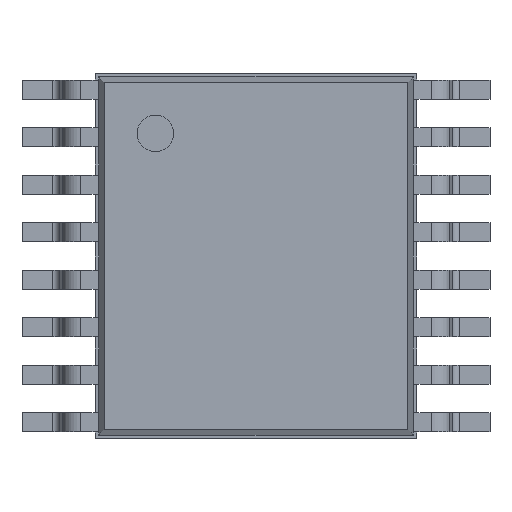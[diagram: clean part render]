
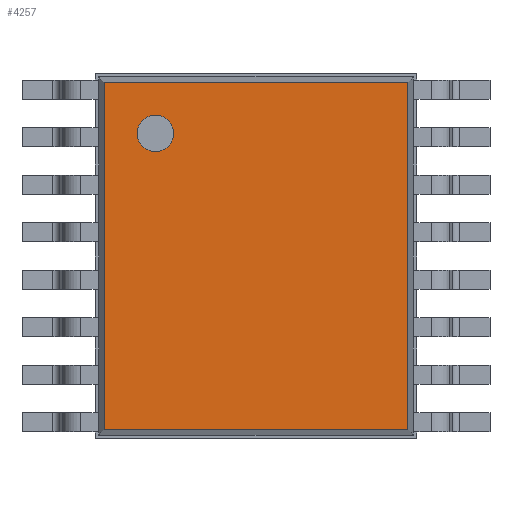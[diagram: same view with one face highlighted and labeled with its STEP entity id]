
A CAD part, top view. The second image highlights one B-rep face of the part: STEP entity #4257.
In plain terms, the highlighted planar face has unit normal (0, 0, 1).
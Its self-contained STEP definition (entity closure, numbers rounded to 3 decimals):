
#27=VECTOR('',#28,1.);
#28=DIRECTION('',(0.,-1.,0.));
#116=VECTOR('',#117,1.);
#117=DIRECTION('',(-1.,0.,0.));
#123=VECTOR('',#124,1.);
#124=DIRECTION('',(0.,1.,0.));
#128=VECTOR('',#129,1.);
#129=DIRECTION('',(1.,0.,0.));
#154=DIRECTION('',(0.,0.,-1.));
#2307=VERTEX_POINT('',#2308);
#2308=CARTESIAN_POINT('',(2.075,2.375,1.1));
#2310=ORIENTED_EDGE('',*,*,#2311,.F.);
#2311=EDGE_CURVE('',#2312,#2307,#2314,.T.);
#2312=VERTEX_POINT('',#2313);
#2313=CARTESIAN_POINT('',(2.075,-2.375,1.1));
#2314=LINE('',#2313,#123);
#2325=VERTEX_POINT('',#2326);
#2326=CARTESIAN_POINT('',(-2.075,2.375,1.1));
#2328=ORIENTED_EDGE('',*,*,#2329,.F.);
#2329=EDGE_CURVE('',#2307,#2325,#2330,.T.);
#2330=LINE('',#2308,#116);
#2363=VERTEX_POINT('',#2364);
#2364=CARTESIAN_POINT('',(-2.075,-2.375,1.1));
#2366=ORIENTED_EDGE('',*,*,#2367,.F.);
#2367=EDGE_CURVE('',#2325,#2363,#2368,.T.);
#2368=LINE('',#2326,#27);
#3074=ORIENTED_EDGE('',*,*,#3075,.F.);
#3075=EDGE_CURVE('',#2363,#2312,#3076,.T.);
#3076=LINE('',#2364,#128);
#4257=ADVANCED_FACE('',(#4258,#4260),#4270,.F.);
#4258=FACE_BOUND('',#4259,.F.);
#4259=EDGE_LOOP('',(#2366,#2328,#2310,#3074));
#4260=FACE_BOUND('',#4261,.F.);
#4261=EDGE_LOOP('',(#4262));
#4262=ORIENTED_EDGE('',*,*,#4263,.F.);
#4263=EDGE_CURVE('',#4264,#4264,#4266,.T.);
#4264=VERTEX_POINT('',#4265);
#4265=CARTESIAN_POINT('',(-1.375,1.425,1.1));
#4266=CIRCLE('',#4267,0.25);
#4267=AXIS2_PLACEMENT_3D('',#4268,#4269,#28);
#4268=CARTESIAN_POINT('',(-1.375,1.675,1.1));
#4269=DIRECTION('',(0.,-0.,-1.));
#4270=PLANE('',#4271);
#4271=AXIS2_PLACEMENT_3D('',#2326,#154,#4272);
#4272=DIRECTION('',(0.658,-0.753,0.));
